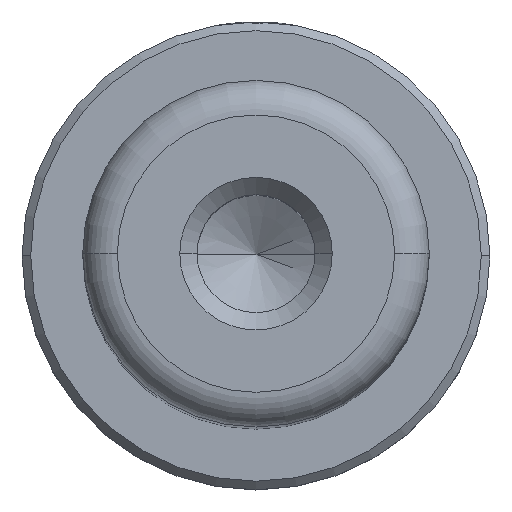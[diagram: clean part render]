
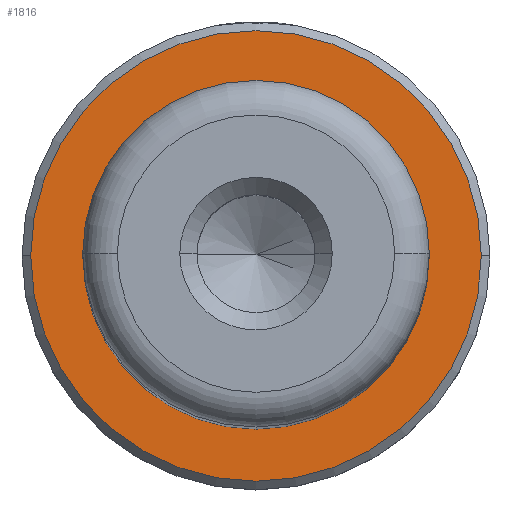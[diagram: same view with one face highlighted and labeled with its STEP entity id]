
A CAD part, top view. The second image highlights one B-rep face of the part: STEP entity #1816.
In plain terms, the highlighted planar face has unit normal (0, 0, 1).
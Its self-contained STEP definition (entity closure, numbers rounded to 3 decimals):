
#22 = AXIS2_PLACEMENT_3D ( 'NONE', #116, #1257, #289 ) ;
#58 = VERTEX_POINT ( 'NONE', #1012 ) ;
#67 = CARTESIAN_POINT ( 'NONE',  ( 0., 0., 18. ) ) ;
#77 = DIRECTION ( 'NONE',  ( -1., 0., 0. ) ) ;
#82 = VERTEX_POINT ( 'NONE', #1278 ) ;
#116 = CARTESIAN_POINT ( 'NONE',  ( 0., 0., 18. ) ) ;
#199 = AXIS2_PLACEMENT_3D ( 'NONE', #952, #2036, #1100 ) ;
#289 = DIRECTION ( 'NONE',  ( -1., 0., 0. ) ) ;
#355 = AXIS2_PLACEMENT_3D ( 'NONE', #2005, #1076, #77 ) ;
#482 = ORIENTED_EDGE ( 'NONE', *, *, #840, .T. ) ;
#613 = CIRCLE ( 'NONE', #355, 9.5 ) ;
#733 = VERTEX_POINT ( 'NONE', #1818 ) ;
#738 = EDGE_LOOP ( 'NONE', ( #1085, #1991 ) ) ;
#840 = EDGE_CURVE ( 'NONE', #848, #733, #2065, .T. ) ;
#848 = VERTEX_POINT ( 'NONE', #1098 ) ;
#952 = CARTESIAN_POINT ( 'NONE',  ( 0., 0., 18. ) ) ;
#983 = DIRECTION ( 'NONE',  ( 1., 0., 0. ) ) ;
#987 = DIRECTION ( 'NONE',  ( 0., 0., 1. ) ) ;
#999 = CARTESIAN_POINT ( 'NONE',  ( 0., 0., 18. ) ) ;
#1012 = CARTESIAN_POINT ( 'NONE',  ( -9.5, 0., 18. ) ) ;
#1034 = EDGE_CURVE ( 'NONE', #733, #848, #1279, .T. ) ;
#1064 = DIRECTION ( 'NONE',  ( 0., 0., 1. ) ) ;
#1076 = DIRECTION ( 'NONE',  ( 0., 0., -1. ) ) ;
#1085 = ORIENTED_EDGE ( 'NONE', *, *, #1919, .T. ) ;
#1098 = CARTESIAN_POINT ( 'NONE',  ( -13., 0., 18. ) ) ;
#1100 = DIRECTION ( 'NONE',  ( 1., 0., 0. ) ) ;
#1120 = AXIS2_PLACEMENT_3D ( 'NONE', #999, #987, #983 ) ;
#1171 = AXIS2_PLACEMENT_3D ( 'NONE', #67, #1064, #1523 ) ;
#1257 = DIRECTION ( 'NONE',  ( 0., 0., -1. ) ) ;
#1278 = CARTESIAN_POINT ( 'NONE',  ( 9.5, 0., 18. ) ) ;
#1279 = CIRCLE ( 'NONE', #199, 13. ) ;
#1368 = PLANE ( 'NONE',  #1171 ) ;
#1447 = EDGE_CURVE ( 'NONE', #82, #58, #613, .T. ) ;
#1464 = FACE_BOUND ( 'NONE', #738, .T. ) ;
#1523 = DIRECTION ( 'NONE',  ( 1., 0., 0. ) ) ;
#1566 = FACE_OUTER_BOUND ( 'NONE', #1598, .T. ) ;
#1588 = CIRCLE ( 'NONE', #22, 9.5 ) ;
#1598 = EDGE_LOOP ( 'NONE', ( #482, #1917 ) ) ;
#1816 = ADVANCED_FACE ( 'NONE', ( #1566, #1464 ), #1368, .T. ) ;
#1818 = CARTESIAN_POINT ( 'NONE',  ( 13., 0., 18. ) ) ;
#1917 = ORIENTED_EDGE ( 'NONE', *, *, #1034, .T. ) ;
#1919 = EDGE_CURVE ( 'NONE', #58, #82, #1588, .T. ) ;
#1991 = ORIENTED_EDGE ( 'NONE', *, *, #1447, .T. ) ;
#2005 = CARTESIAN_POINT ( 'NONE',  ( 0., 0., 18. ) ) ;
#2036 = DIRECTION ( 'NONE',  ( 0., 0., 1. ) ) ;
#2065 = CIRCLE ( 'NONE', #1120, 13. ) ;
